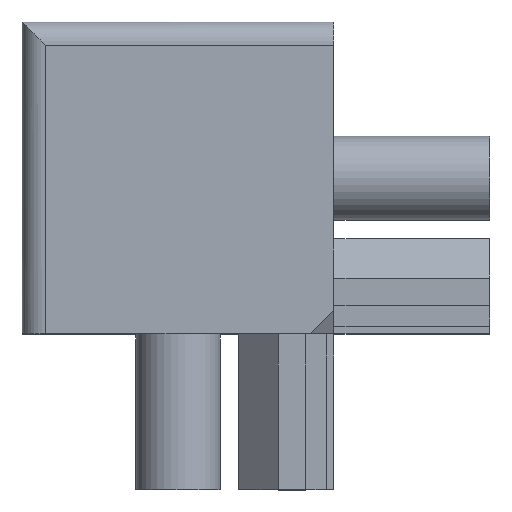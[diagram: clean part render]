
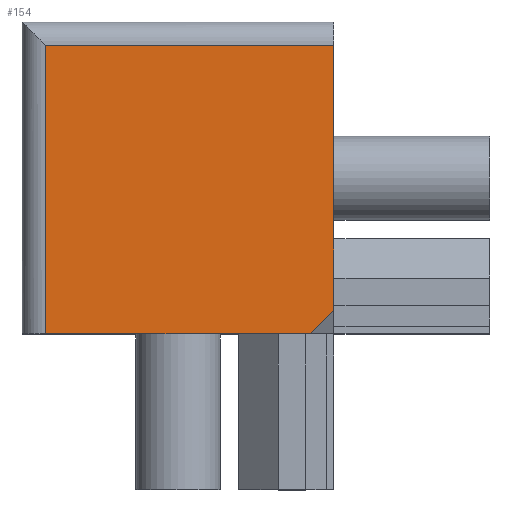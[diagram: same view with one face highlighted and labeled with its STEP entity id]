
A CAD part, top view. The second image highlights one B-rep face of the part: STEP entity #154.
In plain terms, the highlighted planar face has unit normal (0, 0, 1).
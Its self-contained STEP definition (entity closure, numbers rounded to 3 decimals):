
#24 = VERTEX_POINT('',#25);
#25 = CARTESIAN_POINT('',(1.5,18.5,113.));
#32 = EDGE_CURVE('',#24,#33,#35,.T.);
#33 = VERTEX_POINT('',#34);
#34 = CARTESIAN_POINT('',(20.,18.5,113.));
#35 = LINE('',#36,#37);
#36 = CARTESIAN_POINT('',(0.,18.5,113.));
#37 = VECTOR('',#38,1.);
#38 = DIRECTION('',(1.,0.,0.));
#66 = VERTEX_POINT('',#67);
#67 = CARTESIAN_POINT('',(1.5,0.,113.));
#74 = EDGE_CURVE('',#66,#24,#75,.T.);
#75 = LINE('',#76,#77);
#76 = CARTESIAN_POINT('',(1.5,0.,113.));
#77 = VECTOR('',#78,1.);
#78 = DIRECTION('',(0.,1.,0.));
#154 = ADVANCED_FACE('',(#155),#181,.T.);
#155 = FACE_BOUND('',#156,.T.);
#156 = EDGE_LOOP('',(#157,#158,#166,#174,#180));
#157 = ORIENTED_EDGE('',*,*,#74,.F.);
#158 = ORIENTED_EDGE('',*,*,#159,.F.);
#159 = EDGE_CURVE('',#160,#66,#162,.T.);
#160 = VERTEX_POINT('',#161);
#161 = CARTESIAN_POINT('',(18.497,0.,113.));
#162 = LINE('',#163,#164);
#163 = CARTESIAN_POINT('',(6.4,0.,113.));
#164 = VECTOR('',#165,1.);
#165 = DIRECTION('',(-1.,0.,0.));
#166 = ORIENTED_EDGE('',*,*,#167,.T.);
#167 = EDGE_CURVE('',#160,#168,#170,.T.);
#168 = VERTEX_POINT('',#169);
#169 = CARTESIAN_POINT('',(20.,1.508,113.));
#170 = LINE('',#171,#172);
#171 = CARTESIAN_POINT('',(11.122,-7.404,113.));
#172 = VECTOR('',#173,1.);
#173 = DIRECTION('',(0.706,0.708,0.));
#174 = ORIENTED_EDGE('',*,*,#175,.T.);
#175 = EDGE_CURVE('',#168,#33,#176,.T.);
#176 = LINE('',#177,#178);
#177 = CARTESIAN_POINT('',(20.,-25.,113.));
#178 = VECTOR('',#179,1.);
#179 = DIRECTION('',(0.,1.,0.));
#180 = ORIENTED_EDGE('',*,*,#32,.F.);
#181 = PLANE('',#182);
#182 = AXIS2_PLACEMENT_3D('',#183,#184,#185);
#183 = CARTESIAN_POINT('',(0.,-10.,113.));
#184 = DIRECTION('',(0.,0.,1.));
#185 = DIRECTION('',(1.,0.,0.));
